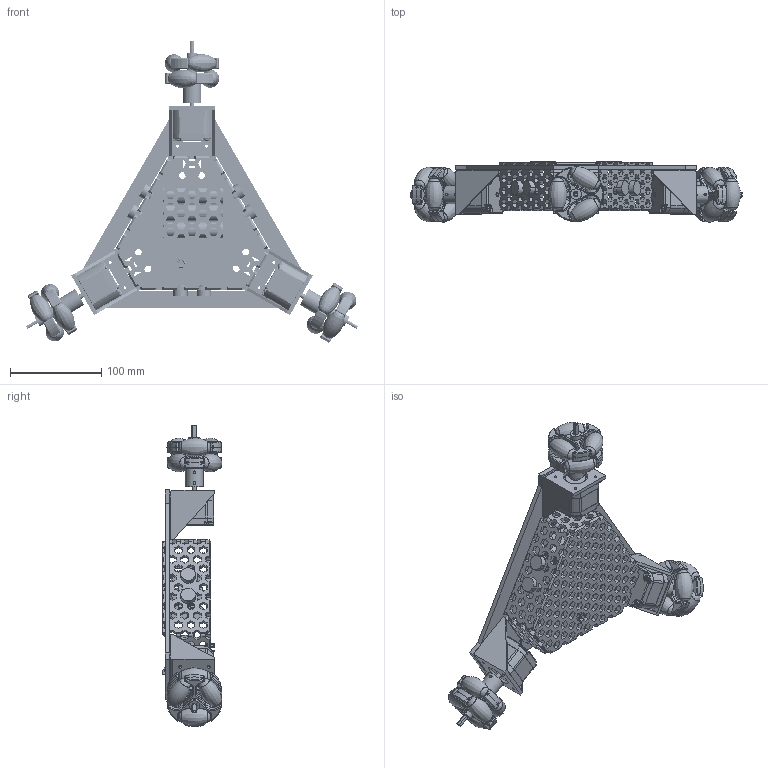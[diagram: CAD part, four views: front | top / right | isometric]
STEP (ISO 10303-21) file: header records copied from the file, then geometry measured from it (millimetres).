
FILE_DESCRIPTION(/* description */ (''),/* implementation_level */ '2;1');
FILE_NAME(/* name */ 'omniwheel_chassis v10.step',/* time_stamp */ '2022-11-24T00:24:39+08:00',/* author */ (''),/* organization */ (''),/* preprocessor_version */ 'ST-DEVELOPER v19.2',/* originating_system */ 'Autodesk Translation Framework v11.17.0.187',/* authorisation */ '');
FILE_SCHEMA (('AUTOMOTIVE_DESIGN { 1 0 10303 214 3 1 1 }'));
Products named in the file (8): omniwheel_chassis; 6627T66_Position-Control DC Motor; new_omniwheel; 18650; mock_controller; mock_networking; mock_bms; actual_ultrasonic
Assembly tree (18 placements, depth 2):
  omniwheel_chassis
    6627T66_Position-Control DC Motor  x3
    new_omniwheel  x3
    18650  x6
    mock_controller
    mock_networking
    mock_bms
    actual_ultrasonic  x3
Bounding box: 363.75 x 65.6 x 330.03 mm (x, y, z)
Volume: 851162.3 mm3; surface area: 367379.9 mm2
Topology: 65 solids, 65 shells, 4800 faces, 13027 edges, 8301 vertices
Faces by surface type: plane 3361, cylinder 893, cone 330, bspline 138, torus 54, sphere 24
Full cylindrical faces by diameter (mm): 0.965 x12, 3 x126, 3.02 x36, 3.1 x24, 3.108 x12, 3.2 x36, 3.25 x3, 5 x6, 5.499 x12, 8.1 x6, 9.144 x3, 12 x6, 18 x6, 20 x3, 21.996 x3, 26.924 x6
Entity records: 115133 total; most frequent: CARTESIAN_POINT 30510, ORIENTED_EDGE 18204, DIRECTION 16097, EDGE_CURVE 9102, LINE 7963, VECTOR 7963, VERTEX_POINT 5903, AXIS2_PLACEMENT_3D 4067
